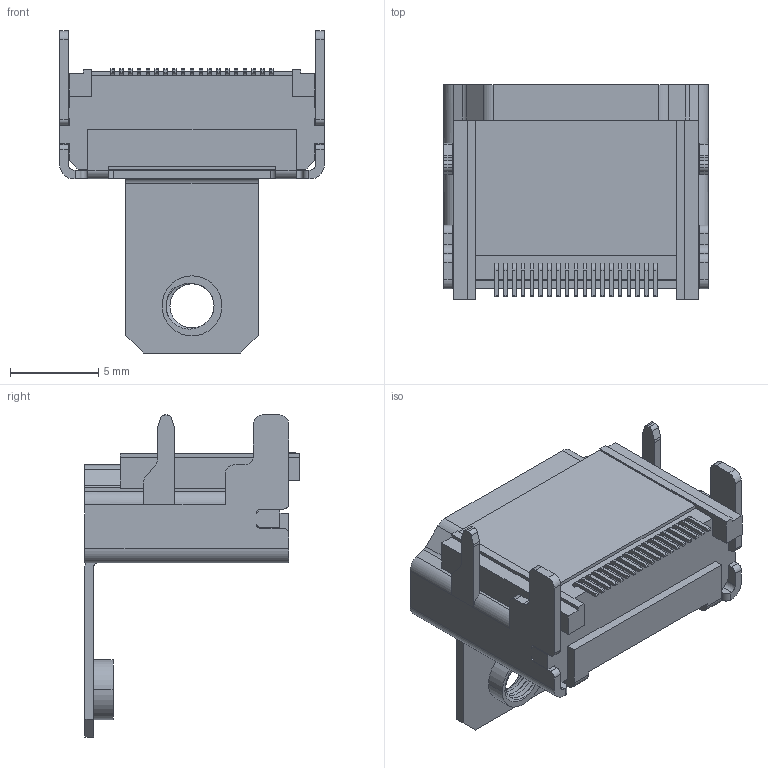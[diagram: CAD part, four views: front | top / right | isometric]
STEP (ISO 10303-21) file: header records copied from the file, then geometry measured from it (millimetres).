
FILE_DESCRIPTION((''),'2;1');
FILE_NAME('HDA012-A-F19S1BY','2019-03-20T',('Administrator'),(''),'PRO/ENGINEER BY PARAMETRIC TECHNOLOGY CORPORATION, 2012090','PRO/ENGINEER BY PARAMETRIC TECHNOLOGY CORPORATION, 2012090','');
FILE_SCHEMA(('CONFIG_CONTROL_DESIGN'));
Length unit declared in the file: millimetre
Products named in the file (1): HDA012-A-F19S1BY
Bounding box: 15 x 12.15 x 18.25 mm (x, y, z)
Volume: 639.7 mm3; surface area: 1718.1 mm2
Topology: 1 solids, 1 shells, 493 faces, 1374 edges, 896 vertices
Faces by surface type: plane 347, cylinder 120, sphere 10, cone 8, bspline 6, torus 2
Entity records: 16484 total; most frequent: CARTESIAN_POINT 3606, ORIENTED_EDGE 2748, DIRECTION 2580, EDGE_CURVE 1374, VECTOR 1096, LINE 1096, VERTEX_POINT 896, AXIS2_PLACEMENT_3D 742
